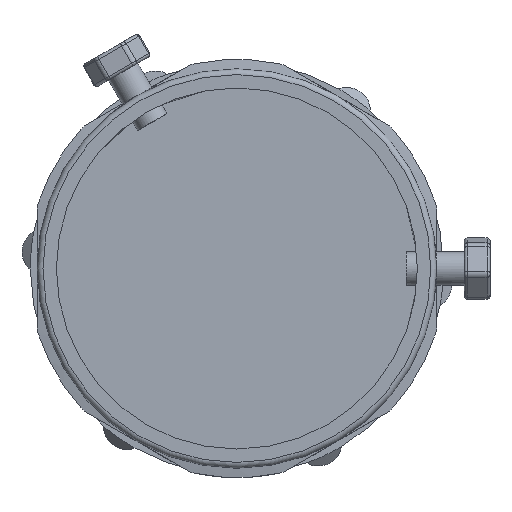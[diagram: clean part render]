
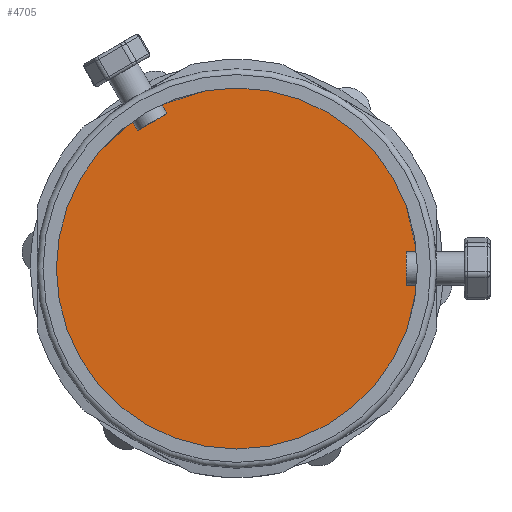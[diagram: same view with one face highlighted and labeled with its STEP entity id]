
A CAD part, front view. The second image highlights one B-rep face of the part: STEP entity #4705.
In plain terms, the highlighted planar face has unit normal (0, -1, 0).
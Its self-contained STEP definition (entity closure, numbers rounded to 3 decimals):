
#1285=FACE_OUTER_BOUND('',#1574,.T.);
#1574=EDGE_LOOP('',(#3248));
#1874=CIRCLE('',#5026,30.95);
#2124=VERTEX_POINT('',#6844);
#2555=EDGE_CURVE('',#2124,#2124,#1874,.T.);
#3248=ORIENTED_EDGE('',*,*,#2555,.F.);
#4633=PLANE('',#5025);
#4705=ADVANCED_FACE('',(#1285),#4633,.F.);
#5025=AXIS2_PLACEMENT_3D('',#6843,#5536,#5537);
#5026=AXIS2_PLACEMENT_3D('',#6845,#5538,#5539);
#5536=DIRECTION('center_axis',(0.,1.,0.));
#5537=DIRECTION('ref_axis',(0.,0.,1.));
#5538=DIRECTION('center_axis',(0.,1.,0.));
#5539=DIRECTION('ref_axis',(1.,0.,0.));
#6843=CARTESIAN_POINT('Origin',(0.,18.5,0.));
#6844=CARTESIAN_POINT('',(30.95,18.5,0.));
#6845=CARTESIAN_POINT('Origin',(0.,18.5,0.));
